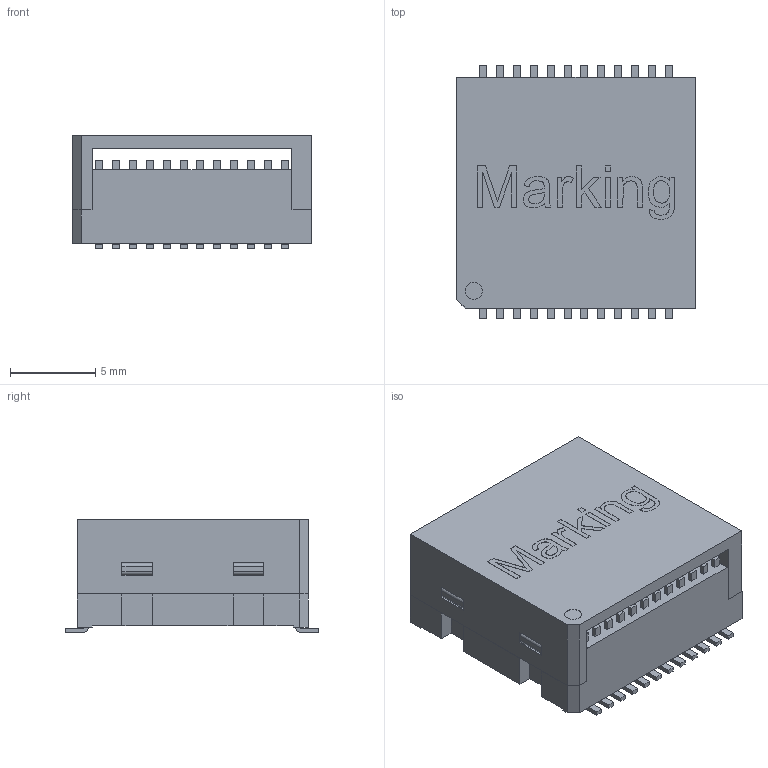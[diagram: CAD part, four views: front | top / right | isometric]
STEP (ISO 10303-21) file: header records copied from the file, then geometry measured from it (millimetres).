
FILE_DESCRIPTION(/* description */ ('Unknown'),/* implementation_level */ '2;1');
FILE_NAME(/* name */ '749050010U',/* time_stamp */ '2019-02-19T11:06:06+01:00',/* author */ ('Unknown'),/* organization */ ('Unknown'),/* preprocessor_version */ 'ST-DEVELOPER v16.7',/* originating_system */ 'DEX',/* authorisation */ $);
FILE_SCHEMA (('AUTOMOTIVE_DESIGN {1 0 10303 214 3 1 1}'));
Length unit declared in the file: millimetre
Products named in the file (4): 749050010U; Case; Cover; Pins
Assembly tree (3 placements, depth 2):
  749050010U
    Case
    Cover
    Pins
Bounding box: 13.97 x 14.82 x 6.6 mm (x, y, z)
Volume: 552.2 mm3; surface area: 1724.9 mm2
Topology: 26 solids, 26 shells, 574 faces, 1529 edges, 1014 vertices
Faces by surface type: plane 453, cylinder 105, bspline 16
Full cylindrical faces by diameter (mm): 1 x1
Entity records: 19449 total; most frequent: CARTESIAN_POINT 4133, ORIENTED_EDGE 3054, DIRECTION 2737, EDGE_CURVE 1527, LINE 1193, VECTOR 1193, VERTEX_POINT 1014, AXIS2_PLACEMENT_3D 772
